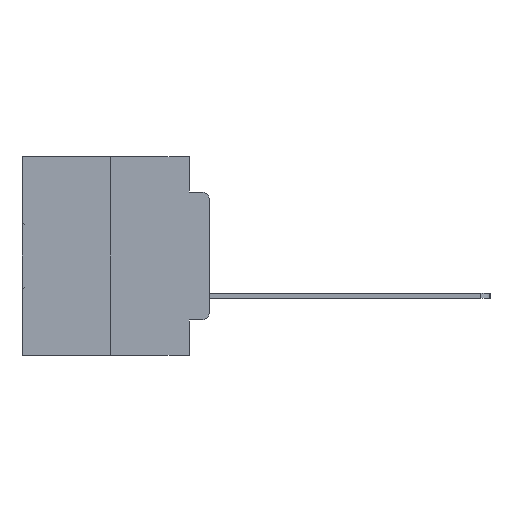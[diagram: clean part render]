
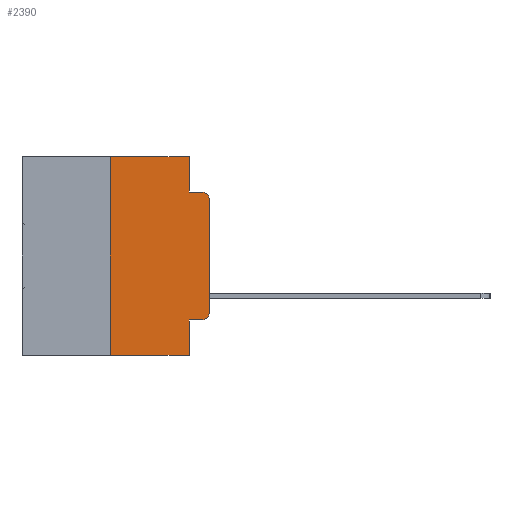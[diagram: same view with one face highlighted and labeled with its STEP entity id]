
A CAD part, left-side view. The second image highlights one B-rep face of the part: STEP entity #2390.
In plain terms, the highlighted planar face has unit normal (-1, 0, 0).
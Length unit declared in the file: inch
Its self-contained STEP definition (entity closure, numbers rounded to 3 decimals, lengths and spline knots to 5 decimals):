
#440 = ORIENTED_EDGE ( 'NONE', *, *, #10281, .F. ) ;
#625 = VERTEX_POINT ( 'NONE', #9163 ) ;
#737 = DIRECTION ( 'NONE',  ( 0., 0., -1. ) ) ;
#920 = VERTEX_POINT ( 'NONE', #26912 ) ;
#985 = AXIS2_PLACEMENT_3D ( 'NONE', #31502, #16298, #737 ) ;
#1031 = VERTEX_POINT ( 'NONE', #19977 ) ;
#1392 = DIRECTION ( 'NONE',  ( 0., -1., 0. ) ) ;
#1520 = EDGE_CURVE ( 'NONE', #920, #30802, #23130, .T. ) ;
#1599 = DIRECTION ( 'NONE',  ( -1., 0., 0. ) ) ;
#1718 = VECTOR ( 'NONE', #1392, 39.37008 ) ;
#2390 = ADVANCED_FACE ( 'NONE', ( #25463 ), #11162, .F. ) ;
#2785 = LINE ( 'NONE', #7437, #29271 ) ;
#2786 = CARTESIAN_POINT ( 'NONE',  ( 0., 0.02, -0.1085 ) ) ;
#2927 = CARTESIAN_POINT ( 'NONE',  ( 0., 0.051, 0. ) ) ;
#3590 = EDGE_CURVE ( 'NONE', #920, #10080, #15762, .T. ) ;
#3775 = DIRECTION ( 'NONE',  ( 0., 0., -1. ) ) ;
#4942 = DIRECTION ( 'NONE',  ( 0., 0., 1. ) ) ;
#5399 = DIRECTION ( 'NONE',  ( 0., 0., -1. ) ) ;
#5747 = VERTEX_POINT ( 'NONE', #31691 ) ;
#7353 = CARTESIAN_POINT ( 'NONE',  ( 0., 0.473, 0. ) ) ;
#7383 = CARTESIAN_POINT ( 'NONE',  ( 0., 0.25, 0. ) ) ;
#7437 = CARTESIAN_POINT ( 'NONE',  ( 0., 0., 0. ) ) ;
#7967 = VERTEX_POINT ( 'NONE', #29047 ) ;
#8415 = ORIENTED_EDGE ( 'NONE', *, *, #26345, .T. ) ;
#8836 = DIRECTION ( 'NONE',  ( 0., -1., 0. ) ) ;
#9021 = EDGE_LOOP ( 'NONE', ( #28053, #13717, #28628, #440, #14228, #9434, #14379, #10463, #8415, #32416 ) ) ;
#9163 = CARTESIAN_POINT ( 'NONE',  ( 0., 0., -0.3915 ) ) ;
#9434 = ORIENTED_EDGE ( 'NONE', *, *, #1520, .F. ) ;
#9505 = VECTOR ( 'NONE', #31494, 39.37008 ) ;
#10080 = VERTEX_POINT ( 'NONE', #17484 ) ;
#10281 = EDGE_CURVE ( 'NONE', #30942, #7967, #21700, .T. ) ;
#10463 = ORIENTED_EDGE ( 'NONE', *, *, #33037, .F. ) ;
#11162 = PLANE ( 'NONE',  #985 ) ;
#11938 = CIRCLE ( 'NONE', #12882, 0.02 ) ;
#12013 = EDGE_CURVE ( 'NONE', #7967, #30763, #15504, .T. ) ;
#12882 = AXIS2_PLACEMENT_3D ( 'NONE', #2786, #20828, #5399 ) ;
#12992 = CARTESIAN_POINT ( 'NONE',  ( 0., 0.25, 0. ) ) ;
#13717 = ORIENTED_EDGE ( 'NONE', *, *, #20611, .T. ) ;
#13973 = VECTOR ( 'NONE', #22746, 39.37008 ) ;
#13991 = CARTESIAN_POINT ( 'NONE',  ( 0., 0.473, -0.5 ) ) ;
#14228 = ORIENTED_EDGE ( 'NONE', *, *, #25574, .F. ) ;
#14257 = CARTESIAN_POINT ( 'NONE',  ( 0., 0., -0.1085 ) ) ;
#14368 = VECTOR ( 'NONE', #3775, 39.37008 ) ;
#14379 = ORIENTED_EDGE ( 'NONE', *, *, #3590, .T. ) ;
#14425 = CIRCLE ( 'NONE', #26043, 0.02 ) ;
#14826 = CARTESIAN_POINT ( 'NONE',  ( 0., 0.02, -0.0885 ) ) ;
#15178 = LINE ( 'NONE', #16607, #14368 ) ;
#15504 = LINE ( 'NONE', #32099, #1718 ) ;
#15762 = LINE ( 'NONE', #13991, #28520 ) ;
#16058 = EDGE_CURVE ( 'NONE', #5747, #625, #14425, .T. ) ;
#16298 = DIRECTION ( 'NONE',  ( 1., 0., 0. ) ) ;
#16607 = CARTESIAN_POINT ( 'NONE',  ( 0., 0.051, 0. ) ) ;
#17127 = CARTESIAN_POINT ( 'NONE',  ( 0., 0.02, -0.3915 ) ) ;
#17484 = CARTESIAN_POINT ( 'NONE',  ( 0., 0.051, -0.5 ) ) ;
#19725 = DIRECTION ( 'NONE',  ( 0., 0., -1. ) ) ;
#19757 = VERTEX_POINT ( 'NONE', #14257 ) ;
#19977 = CARTESIAN_POINT ( 'NONE',  ( 0., 0.051, -0.4115 ) ) ;
#20611 = EDGE_CURVE ( 'NONE', #19757, #30763, #11938, .T. ) ;
#20806 = LINE ( 'NONE', #7353, #13973 ) ;
#20828 = DIRECTION ( 'NONE',  ( -1., 0., 0. ) ) ;
#20919 = VECTOR ( 'NONE', #25324, 39.37008 ) ;
#21460 = CARTESIAN_POINT ( 'NONE',  ( 0., 0.051, -0.4115 ) ) ;
#21700 = LINE ( 'NONE', #22761, #20919 ) ;
#22334 = VECTOR ( 'NONE', #28274, 39.37008 ) ;
#22746 = DIRECTION ( 'NONE',  ( 0., -1., 0. ) ) ;
#22761 = CARTESIAN_POINT ( 'NONE',  ( 0., 0.051, 0. ) ) ;
#23130 = LINE ( 'NONE', #12992, #22334 ) ;
#25324 = DIRECTION ( 'NONE',  ( 0., 0., -1. ) ) ;
#25463 = FACE_OUTER_BOUND ( 'NONE', #9021, .T. ) ;
#25574 = EDGE_CURVE ( 'NONE', #30802, #30942, #20806, .T. ) ;
#26043 = AXIS2_PLACEMENT_3D ( 'NONE', #17127, #1599, #19725 ) ;
#26345 = EDGE_CURVE ( 'NONE', #1031, #5747, #29849, .T. ) ;
#26912 = CARTESIAN_POINT ( 'NONE',  ( 0., 0.25, -0.5 ) ) ;
#28053 = ORIENTED_EDGE ( 'NONE', *, *, #29089, .T. ) ;
#28274 = DIRECTION ( 'NONE',  ( 0., 0., 1. ) ) ;
#28520 = VECTOR ( 'NONE', #8836, 39.37008 ) ;
#28628 = ORIENTED_EDGE ( 'NONE', *, *, #12013, .F. ) ;
#29047 = CARTESIAN_POINT ( 'NONE',  ( 0., 0.051, -0.0885 ) ) ;
#29089 = EDGE_CURVE ( 'NONE', #625, #19757, #2785, .T. ) ;
#29271 = VECTOR ( 'NONE', #4942, 39.37008 ) ;
#29849 = LINE ( 'NONE', #21460, #9505 ) ;
#30763 = VERTEX_POINT ( 'NONE', #14826 ) ;
#30802 = VERTEX_POINT ( 'NONE', #7383 ) ;
#30942 = VERTEX_POINT ( 'NONE', #2927 ) ;
#31494 = DIRECTION ( 'NONE',  ( 0., -1., 0. ) ) ;
#31502 = CARTESIAN_POINT ( 'NONE',  ( 0., 0.473, 0. ) ) ;
#31691 = CARTESIAN_POINT ( 'NONE',  ( 0., 0.02, -0.4115 ) ) ;
#32099 = CARTESIAN_POINT ( 'NONE',  ( 0., 0.051, -0.0885 ) ) ;
#32416 = ORIENTED_EDGE ( 'NONE', *, *, #16058, .T. ) ;
#33037 = EDGE_CURVE ( 'NONE', #1031, #10080, #15178, .T. ) ;
